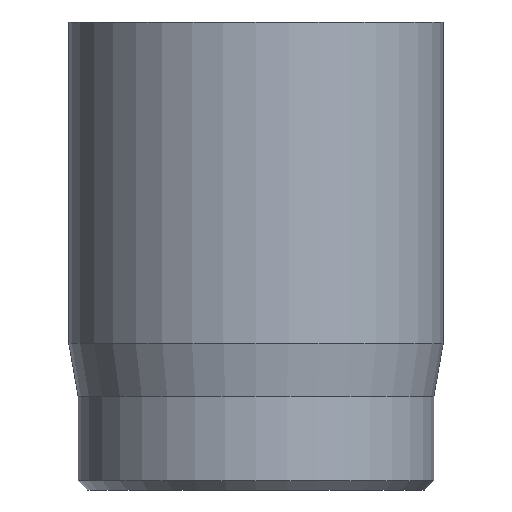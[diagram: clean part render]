
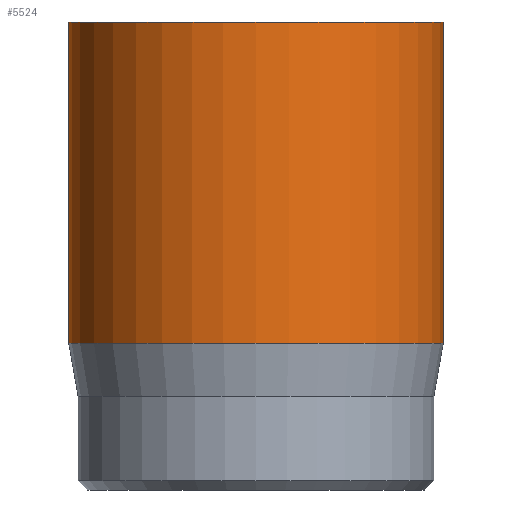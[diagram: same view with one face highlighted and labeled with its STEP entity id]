
A CAD part, front view. The second image highlights one B-rep face of the part: STEP entity #5524.
In plain terms, the highlighted cylindrical face has radius 2 mm (diameter 4 mm), a full revolution.
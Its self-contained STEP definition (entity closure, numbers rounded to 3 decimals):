
#31=CYLINDRICAL_SURFACE('',#5714,2.);
#43=CIRCLE('',#5689,2.);
#54=CIRCLE('',#5712,2.);
#55=CIRCLE('',#5713,2.);
#479=FACE_OUTER_BOUND('',#804,.T.);
#804=EDGE_LOOP('',(#4955,#4956,#4957,#4958,#4959));
#1224=LINE('',#10479,#1651);
#1651=VECTOR('',#6376,2.);
#2551=VERTEX_POINT('',#10434);
#2562=VERTEX_POINT('',#10473);
#2563=VERTEX_POINT('',#10474);
#3349=EDGE_CURVE('',#2551,#2551,#43,.T.);
#3365=EDGE_CURVE('',#2562,#2563,#54,.T.);
#3366=EDGE_CURVE('',#2563,#2562,#55,.T.);
#3368=EDGE_CURVE('',#2551,#2562,#1224,.T.);
#4955=ORIENTED_EDGE('',*,*,#3349,.T.);
#4956=ORIENTED_EDGE('',*,*,#3368,.T.);
#4957=ORIENTED_EDGE('',*,*,#3365,.T.);
#4958=ORIENTED_EDGE('',*,*,#3366,.T.);
#4959=ORIENTED_EDGE('',*,*,#3368,.F.);
#5524=ADVANCED_FACE('',(#479),#31,.T.);
#5689=AXIS2_PLACEMENT_3D('',#10435,#6318,#6319);
#5712=AXIS2_PLACEMENT_3D('',#10475,#6369,#6370);
#5713=AXIS2_PLACEMENT_3D('',#10476,#6371,#6372);
#5714=AXIS2_PLACEMENT_3D('',#10478,#6374,#6375);
#6318=DIRECTION('center_axis',(0.,0.,-1.));
#6319=DIRECTION('ref_axis',(-1.,0.,0.));
#6369=DIRECTION('center_axis',(0.,0.,1.));
#6370=DIRECTION('ref_axis',(-1.,0.,0.));
#6371=DIRECTION('center_axis',(0.,0.,1.));
#6372=DIRECTION('ref_axis',(-1.,0.,0.));
#6374=DIRECTION('center_axis',(0.,0.,1.));
#6375=DIRECTION('ref_axis',(-1.,0.,0.));
#6376=DIRECTION('',(0.,0.,-1.));
#10434=CARTESIAN_POINT('',(2.,0.,5.));
#10435=CARTESIAN_POINT('Origin',(0.,0.,5.));
#10473=CARTESIAN_POINT('',(2.,0.,1.567));
#10474=CARTESIAN_POINT('',(-2.,0.,1.567));
#10475=CARTESIAN_POINT('Origin',(0.,0.,1.567));
#10476=CARTESIAN_POINT('Origin',(0.,0.,1.567));
#10478=CARTESIAN_POINT('Origin',(0.,0.,0.));
#10479=CARTESIAN_POINT('',(2.,0.,0.));
